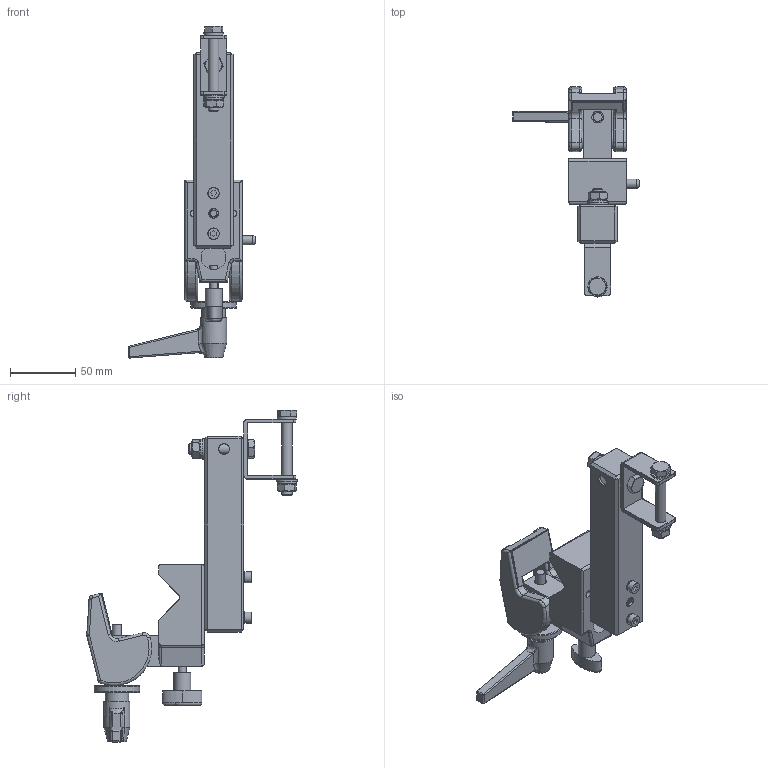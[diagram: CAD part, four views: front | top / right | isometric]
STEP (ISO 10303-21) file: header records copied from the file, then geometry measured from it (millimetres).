
FILE_DESCRIPTION(/* description */ ('STEP AP203'),/* implementation_level */ '2;1');
FILE_NAME(/* name */ 'Samcon Super Clamp.stp',/* time_stamp */ '2025-03-04T11:57:46+01:00',/* author */ ('Thiemo Gruber'),/* organization */ (''),/* preprocessor_version */ 'ST-DEVELOPER v20',/* originating_system */ 'Autodesk Inventor 2025',/* authorisation */ '');
FILE_SCHEMA (('AUTOMOTIVE_DESIGN { 1 0 10303 214 3 1 1 }'));
Length unit declared in the file: millimetre
Products named in the file (15): SuperClamp; SuperClampBase; SuperClampHead; SuperClampSchraubeKlein; SuperClampScheibe; SuperClampSchraubeGroß; ExCam Serie (T03 VA, T08 VA1.1) - clamp mount bracket; flachkopfschrauben_m5_40; U-Scheibe M5; T02-VA2 Gabel; DIN 933 - M8  x 60; DIN 933 - M8  x 45; DIN 934 - M8; DIN 128 - A8; M8 VA U.-Scheibe
Assembly tree (20 placements, depth 2):
  SuperClamp
    SuperClampBase
    SuperClampHead
    SuperClampSchraubeKlein
    SuperClampScheibe
    SuperClampSchraubeGroß
    ExCam Serie (T03 VA, T08 VA1.1) - clamp mount bracket
    flachkopfschrauben_m5_40  x2
    U-Scheibe M5  x2
    T02-VA2 Gabel
    DIN 128 - A8  x3
    DIN 933 - M8  x 60
    DIN 934 - M8  x2
    DIN 933 - M8  x 45
    M8 VA U.-Scheibe  x2
Bounding box: 97.02 x 161.07 x 254 mm (x, y, z)
Volume: 230123.7 mm3; surface area: 95582.2 mm2
Topology: 20 solids, 20 shells, 587 faces, 1318 edges, 800 vertices
Faces by surface type: plane 178, cylinder 175, torus 84, bspline 69, cone 47, sphere 34
Full cylindrical faces by diameter (mm): 5 x5, 5.4 x2, 5.5 x6, 6 x2, 6.647 x2, 7 x4, 7.323 x2, 8 x2, 8.1 x4, 8.2 x3, 8.4 x2, 8.5 x2, 8.8 x2, 9 x2, 11.4 x2, 13 x1, 14 x2, 16 x2, 18 x1, 19 x1, 20 x1, 35 x1
Entity records: 17992 total; most frequent: CARTESIAN_POINT 6172, DIRECTION 2434, ORIENTED_EDGE 2214, EDGE_CURVE 1107, AXIS2_PLACEMENT_3D 993, VERTEX_POINT 641, EDGE_LOOP 568, FACE_OUTER_BOUND 509
